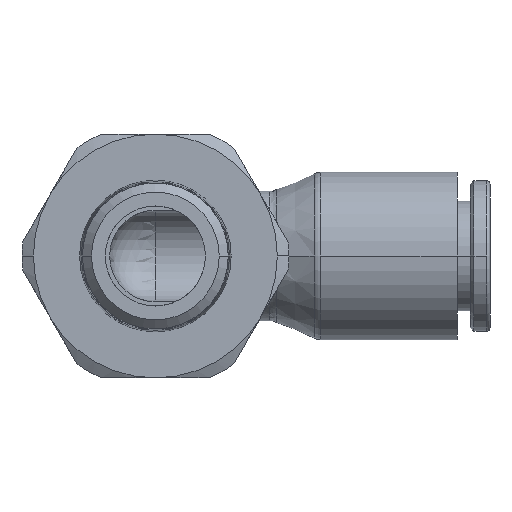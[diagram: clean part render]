
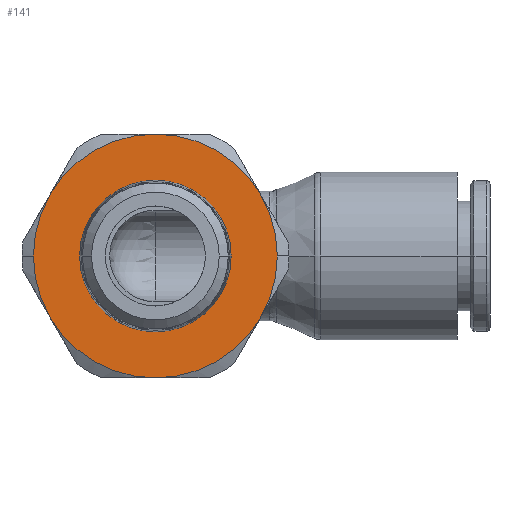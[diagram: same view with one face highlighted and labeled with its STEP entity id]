
A CAD part, front view. The second image highlights one B-rep face of the part: STEP entity #141.
In plain terms, the highlighted planar face has unit normal (0, -1, 0).
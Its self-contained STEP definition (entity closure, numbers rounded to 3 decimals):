
#141=ADVANCED_FACE('',(#378,#379),#380,.F.);
#378=FACE_BOUND('',#660,.T.);
#379=FACE_OUTER_BOUND('',#661,.T.);
#380=PLANE('',#662);
#660=EDGE_LOOP('',(#1519,#1520));
#661=EDGE_LOOP('',(#1521,#1522,#1523,#1524,#1525,#1526,#1527,#1528));
#662=AXIS2_PLACEMENT_3D('',#1529,#1530,#1531);
#1519=ORIENTED_EDGE('',*,*,#2086,.T.);
#1520=ORIENTED_EDGE('',*,*,#1933,.T.);
#1521=ORIENTED_EDGE('',*,*,#1919,.F.);
#1522=ORIENTED_EDGE('',*,*,#2101,.F.);
#1523=ORIENTED_EDGE('',*,*,#2102,.F.);
#1524=ORIENTED_EDGE('',*,*,#1915,.F.);
#1525=ORIENTED_EDGE('',*,*,#2103,.F.);
#1526=ORIENTED_EDGE('',*,*,#2104,.F.);
#1527=ORIENTED_EDGE('',*,*,#2105,.F.);
#1528=ORIENTED_EDGE('',*,*,#2106,.F.);
#1529=CARTESIAN_POINT('',(0.,0.01,0.0));
#1530=DIRECTION('',(0.0,1.0,0.0));
#1531=DIRECTION('',(0.0,0.0,1.0));
#1915=EDGE_CURVE('',#2331,#2333,#2334,.T.);
#1919=EDGE_CURVE('',#2338,#2336,#2340,.T.);
#1933=EDGE_CURVE('',#2362,#2364,#2366,.T.);
#2086=EDGE_CURVE('',#2364,#2362,#2605,.T.);
#2101=EDGE_CURVE('',#2626,#2338,#2627,.T.);
#2102=EDGE_CURVE('',#2333,#2626,#2628,.T.);
#2103=EDGE_CURVE('',#2629,#2331,#2630,.T.);
#2104=EDGE_CURVE('',#2631,#2629,#2632,.T.);
#2105=EDGE_CURVE('',#2633,#2631,#2634,.T.);
#2106=EDGE_CURVE('',#2336,#2633,#2635,.T.);
#2331=VERTEX_POINT('',#3047);
#2333=VERTEX_POINT('',#3050);
#2334=CIRCLE('',#3051,8.0);
#2336=VERTEX_POINT('',#3064);
#2338=VERTEX_POINT('',#3067);
#2340=CIRCLE('',#3080,8.0);
#2362=VERTEX_POINT('',#3108);
#2364=VERTEX_POINT('',#3111);
#2366=CIRCLE('',#3114,4.973);
#2605=CIRCLE('',#3793,4.973);
#2626=VERTEX_POINT('',#3814);
#2627=CIRCLE('',#3815,8.0);
#2628=CIRCLE('',#3816,8.0);
#2629=VERTEX_POINT('',#3817);
#2630=CIRCLE('',#3818,8.0);
#2631=VERTEX_POINT('',#3819);
#2632=CIRCLE('',#3820,8.0);
#2633=VERTEX_POINT('',#3821);
#2634=CIRCLE('',#3822,8.0);
#2635=CIRCLE('',#3823,8.0);
#3047=CARTESIAN_POINT('',(8.0,0.01,0.));
#3050=CARTESIAN_POINT('',(6.928,0.01,-4.0));
#3051=AXIS2_PLACEMENT_3D('',#4332,#4333,#4334);
#3064=CARTESIAN_POINT('',(-8.0,0.01,0.));
#3067=CARTESIAN_POINT('',(-6.928,0.01,-4.0));
#3080=AXIS2_PLACEMENT_3D('',#4336,#4337,#4338);
#3108=CARTESIAN_POINT('',(4.973,0.01,0.));
#3111=CARTESIAN_POINT('',(-4.973,0.01,0.));
#3114=AXIS2_PLACEMENT_3D('',#4362,#4363,#4364);
#3793=AXIS2_PLACEMENT_3D('',#4659,#4660,#4661);
#3814=CARTESIAN_POINT('',(0.0,0.01,-8.0));
#3815=AXIS2_PLACEMENT_3D('',#4704,#4705,#4706);
#3816=AXIS2_PLACEMENT_3D('',#4707,#4708,#4709);
#3817=CARTESIAN_POINT('',(6.928,0.01,4.0));
#3818=AXIS2_PLACEMENT_3D('',#4710,#4711,#4712);
#3819=CARTESIAN_POINT('',(0.,0.01,8.0));
#3820=AXIS2_PLACEMENT_3D('',#4713,#4714,#4715);
#3821=CARTESIAN_POINT('',(-6.928,0.01,4.0));
#3822=AXIS2_PLACEMENT_3D('',#4716,#4717,#4718);
#3823=AXIS2_PLACEMENT_3D('',#4719,#4720,#4721);
#4332=CARTESIAN_POINT('',(0.0,0.01,0.0));
#4333=DIRECTION('',(-0.0,1.0,0.0));
#4334=DIRECTION('',(1.0,0.0,0.0));
#4336=CARTESIAN_POINT('',(0.0,0.01,0.0));
#4337=DIRECTION('',(-0.0,1.0,0.0));
#4338=DIRECTION('',(1.0,0.0,0.0));
#4362=CARTESIAN_POINT('',(0.0,0.01,0.0));
#4363=DIRECTION('',(-0.0,1.0,0.0));
#4364=DIRECTION('',(1.0,0.0,0.0));
#4659=CARTESIAN_POINT('',(0.0,0.01,0.0));
#4660=DIRECTION('',(-0.0,1.0,0.0));
#4661=DIRECTION('',(1.0,0.0,0.0));
#4704=CARTESIAN_POINT('',(0.0,0.01,0.0));
#4705=DIRECTION('',(-0.0,1.0,0.0));
#4706=DIRECTION('',(1.0,0.0,0.0));
#4707=CARTESIAN_POINT('',(0.0,0.01,0.0));
#4708=DIRECTION('',(-0.0,1.0,0.0));
#4709=DIRECTION('',(1.0,0.0,0.0));
#4710=CARTESIAN_POINT('',(0.0,0.01,0.0));
#4711=DIRECTION('',(-0.0,1.0,0.0));
#4712=DIRECTION('',(1.0,0.0,0.0));
#4713=CARTESIAN_POINT('',(0.0,0.01,0.0));
#4714=DIRECTION('',(-0.0,1.0,0.0));
#4715=DIRECTION('',(1.0,0.0,0.0));
#4716=CARTESIAN_POINT('',(0.0,0.01,0.0));
#4717=DIRECTION('',(-0.0,1.0,0.0));
#4718=DIRECTION('',(1.0,0.0,0.0));
#4719=CARTESIAN_POINT('',(0.0,0.01,0.0));
#4720=DIRECTION('',(-0.0,1.0,0.0));
#4721=DIRECTION('',(1.0,0.0,0.0));
